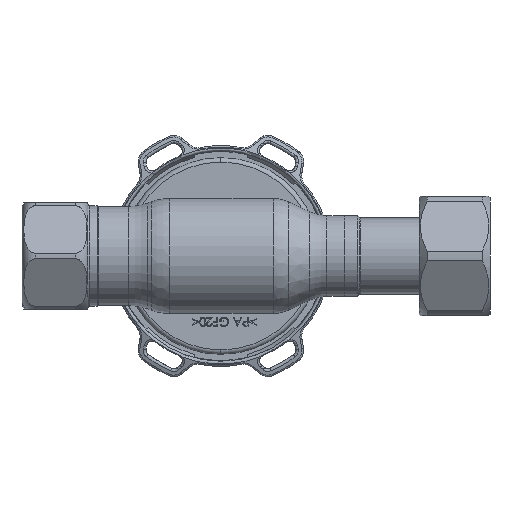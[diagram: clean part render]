
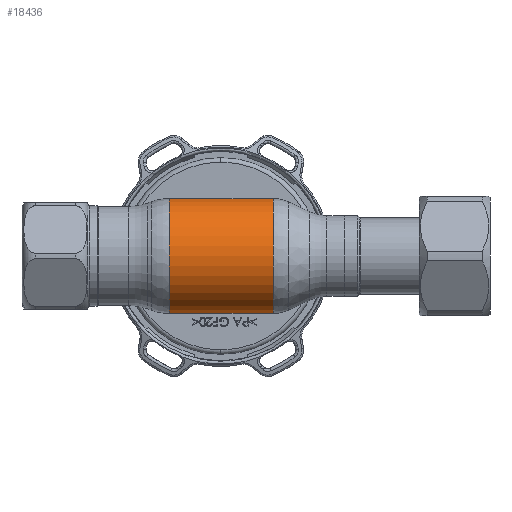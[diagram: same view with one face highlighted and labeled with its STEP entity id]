
A CAD part, front view. The second image highlights one B-rep face of the part: STEP entity #18436.
In plain terms, the highlighted cylindrical face has radius 13 mm (diameter 26 mm), a partial arc.
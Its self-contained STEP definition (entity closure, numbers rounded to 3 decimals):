
#362 = ORIENTED_EDGE ( 'NONE', *, *, #23662, .T. ) ;
#1209 = ORIENTED_EDGE ( 'NONE', *, *, #27744, .T. ) ;
#1224 = DIRECTION ( 'NONE',  ( 0., 0., -1. ) ) ;
#1961 = CARTESIAN_POINT ( 'NONE',  ( 11.876, 0., 0. ) ) ;
#2355 = CARTESIAN_POINT ( 'NONE',  ( -11.634, 0., -13. ) ) ;
#3503 = VERTEX_POINT ( 'NONE', #24343 ) ;
#4612 = CARTESIAN_POINT ( 'NONE',  ( 62.69, 0., -13. ) ) ;
#4827 = DIRECTION ( 'NONE',  ( 0., 0., -1. ) ) ;
#5731 = VECTOR ( 'NONE', #10027, 1000. ) ;
#7111 = CARTESIAN_POINT ( 'NONE',  ( -11.634, 0., 13. ) ) ;
#8220 = AXIS2_PLACEMENT_3D ( 'NONE', #1961, #32365, #1224 ) ;
#9977 = VERTEX_POINT ( 'NONE', #2355 ) ;
#10027 = DIRECTION ( 'NONE',  ( 1., 0., 0. ) ) ;
#11730 = VECTOR ( 'NONE', #13418, 1000. ) ;
#13418 = DIRECTION ( 'NONE',  ( 1., 0., 0. ) ) ;
#13775 = CARTESIAN_POINT ( 'NONE',  ( 62.69, 0., 13. ) ) ;
#14313 = VERTEX_POINT ( 'NONE', #25901 ) ;
#14762 = AXIS2_PLACEMENT_3D ( 'NONE', #27782, #16546, #4827 ) ;
#15865 = CIRCLE ( 'NONE', #28224, 13. ) ;
#16546 = DIRECTION ( 'NONE',  ( 1., 0., 0. ) ) ;
#17356 = DIRECTION ( 'NONE',  ( 0., 0., -1. ) ) ;
#18436 = ADVANCED_FACE ( 'NONE', ( #30351 ), #30183, .T. ) ;
#20684 = EDGE_CURVE ( 'NONE', #3503, #14313, #36609, .T. ) ;
#21792 = ORIENTED_EDGE ( 'NONE', *, *, #20684, .F. ) ;
#23662 = EDGE_CURVE ( 'NONE', #9977, #14313, #24299, .T. ) ;
#24299 = LINE ( 'NONE', #4612, #5731 ) ;
#24343 = CARTESIAN_POINT ( 'NONE',  ( 11.876, 0., 13. ) ) ;
#24965 = VERTEX_POINT ( 'NONE', #7111 ) ;
#25901 = CARTESIAN_POINT ( 'NONE',  ( 11.876, 0., -13. ) ) ;
#27744 = EDGE_CURVE ( 'NONE', #24965, #9977, #15865, .T. ) ;
#27782 = CARTESIAN_POINT ( 'NONE',  ( 62.69, 0., 0. ) ) ;
#27879 = EDGE_CURVE ( 'NONE', #24965, #3503, #33546, .T. ) ;
#28224 = AXIS2_PLACEMENT_3D ( 'NONE', #31926, #31545, #17356 ) ;
#29619 = EDGE_LOOP ( 'NONE', ( #32835, #1209, #362, #21792 ) ) ;
#30183 = CYLINDRICAL_SURFACE ( 'NONE', #14762, 13. ) ;
#30351 = FACE_OUTER_BOUND ( 'NONE', #29619, .T. ) ;
#31545 = DIRECTION ( 'NONE',  ( 1., 0., 0. ) ) ;
#31926 = CARTESIAN_POINT ( 'NONE',  ( -11.634, 0., 0. ) ) ;
#32365 = DIRECTION ( 'NONE',  ( 1., 0., 0. ) ) ;
#32835 = ORIENTED_EDGE ( 'NONE', *, *, #27879, .F. ) ;
#33546 = LINE ( 'NONE', #13775, #11730 ) ;
#36609 = CIRCLE ( 'NONE', #8220, 13. ) ;
